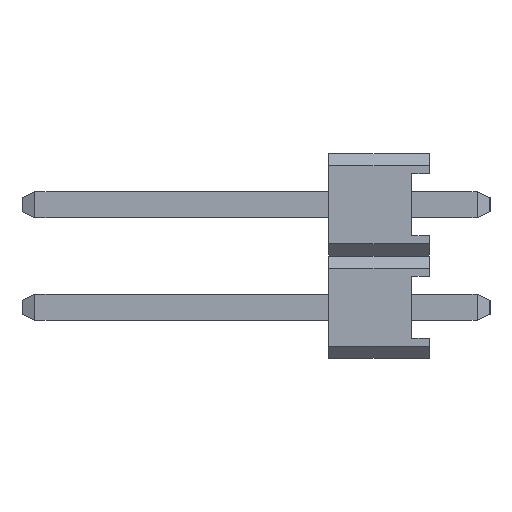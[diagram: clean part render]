
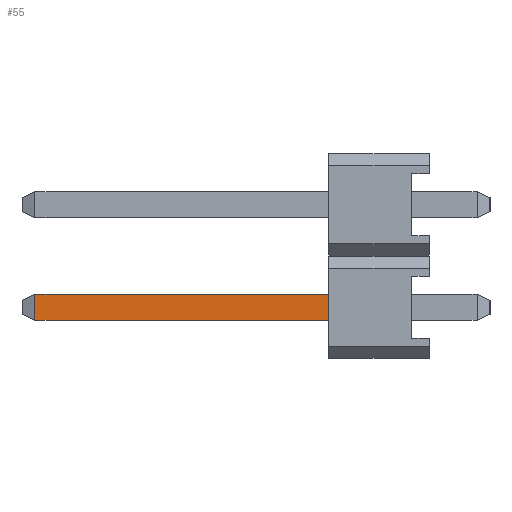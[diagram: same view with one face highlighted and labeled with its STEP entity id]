
A CAD part, left-side view. The second image highlights one B-rep face of the part: STEP entity #55.
In plain terms, the highlighted planar face has unit normal (-1, 0, 0).
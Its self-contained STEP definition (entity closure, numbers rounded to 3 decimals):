
#39 = EDGE_CURVE ( 'NONE', #40, #7088, #15226, .T. ) ;
#40 = VERTEX_POINT ( 'NONE', #15222 ) ;
#55 = ADVANCED_FACE ( 'NONE', ( #15260 ), #15259, .F. ) ;
#56 = EDGE_LOOP ( 'NONE', ( #57, #60, #90, #91 ) ) ;
#57 = ORIENTED_EDGE ( 'NONE', *, *, #58, .F. ) ;
#58 = EDGE_CURVE ( 'NONE', #59, #7239, #15254, .T. ) ;
#59 = VERTEX_POINT ( 'NONE', #15314 ) ;
#60 = ORIENTED_EDGE ( 'NONE', *, *, #61, .T. ) ;
#61 = EDGE_CURVE ( 'NONE', #59, #40, #15313, .T. ) ;
#90 = ORIENTED_EDGE ( 'NONE', *, *, #39, .T. ) ;
#91 = ORIENTED_EDGE ( 'NONE', *, *, #7254, .T. ) ;
#4905 = CARTESIAN_POINT ( 'NONE',  ( -0.325, 2.5, -2.865 ) ) ;
#5107 = CARTESIAN_POINT ( 'NONE',  ( -0.325, 2.5, -2.215 ) ) ;
#5142 = DIRECTION ( 'NONE',  ( 0., 0., 1. ) ) ;
#5143 = VECTOR ( 'NONE', #5142, 1000. ) ;
#5144 = CARTESIAN_POINT ( 'NONE',  ( -0.325, 2.5, 1.27 ) ) ;
#5145 = LINE ( 'NONE', #5144, #5143 ) ;
#7088 = VERTEX_POINT ( 'NONE', #4905 ) ;
#7239 = VERTEX_POINT ( 'NONE', #5107 ) ;
#7254 = EDGE_CURVE ( 'NONE', #7088, #7239, #5145, .T. ) ;
#15222 = CARTESIAN_POINT ( 'NONE',  ( -0.325, 9.778, -2.865 ) ) ;
#15223 = DIRECTION ( 'NONE',  ( 0., -1., 0. ) ) ;
#15224 = VECTOR ( 'NONE', #15223, 1000. ) ;
#15225 = CARTESIAN_POINT ( 'NONE',  ( -0.325, 10.1, -2.865 ) ) ;
#15226 = LINE ( 'NONE', #15225, #15224 ) ;
#15252 = VECTOR ( 'NONE', #15315, 1000. ) ;
#15253 = CARTESIAN_POINT ( 'NONE',  ( -0.325, 10.1, -2.215 ) ) ;
#15254 = LINE ( 'NONE', #15253, #15252 ) ;
#15255 = DIRECTION ( 'NONE',  ( 0., 0., -1. ) ) ;
#15256 = DIRECTION ( 'NONE',  ( 1., 0., 0. ) ) ;
#15257 = CARTESIAN_POINT ( 'NONE',  ( -0.325, 10.1, -2.865 ) ) ;
#15258 = AXIS2_PLACEMENT_3D ( 'NONE', #15257, #15256, #15255 ) ;
#15259 = PLANE ( 'NONE',  #15258 ) ;
#15260 = FACE_OUTER_BOUND ( 'NONE', #56, .T. ) ;
#15310 = DIRECTION ( 'NONE',  ( 0., 0., -1. ) ) ;
#15311 = VECTOR ( 'NONE', #15310, 1000. ) ;
#15312 = CARTESIAN_POINT ( 'NONE',  ( -0.325, 9.778, -2.865 ) ) ;
#15313 = LINE ( 'NONE', #15312, #15311 ) ;
#15314 = CARTESIAN_POINT ( 'NONE',  ( -0.325, 9.778, -2.215 ) ) ;
#15315 = DIRECTION ( 'NONE',  ( 0., -1., 0. ) ) ;
